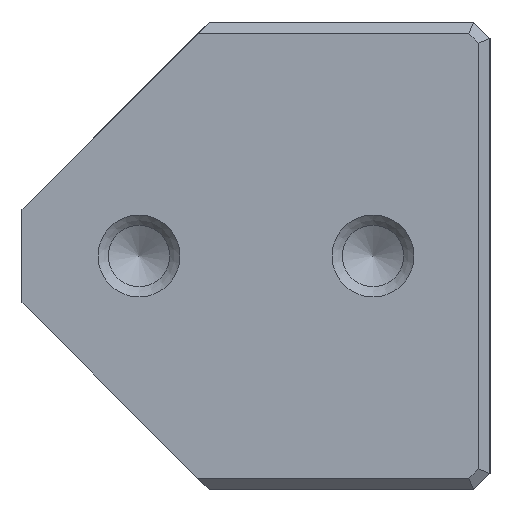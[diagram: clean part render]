
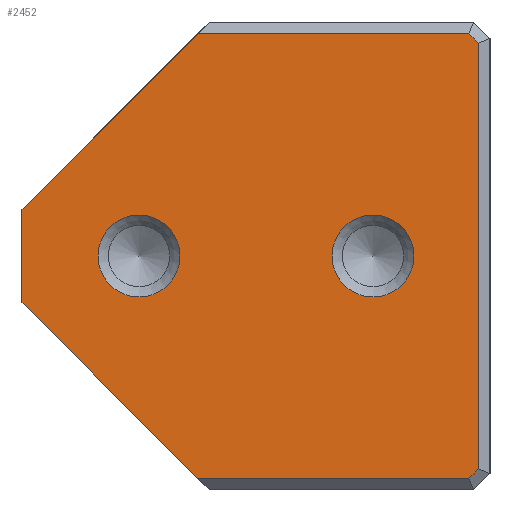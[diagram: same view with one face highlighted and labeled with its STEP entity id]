
A CAD part, left-side view. The second image highlights one B-rep face of the part: STEP entity #2452.
In plain terms, the highlighted planar face has unit normal (-1, 0, 0).
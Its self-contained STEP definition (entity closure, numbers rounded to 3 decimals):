
#2452=ADVANCED_FACE('',(#3326,#3327,#3328),#2818,.T.);
#2818=PLANE('',#8476);
#3053=CIRCLE('',#8474,3.5);
#3054=CIRCLE('',#8475,3.5);
#3326=FACE_BOUND('',#3507,.T.);
#3327=FACE_BOUND('',#3508,.T.);
#3328=FACE_BOUND('',#3509,.T.);
#3507=EDGE_LOOP('',(#4188));
#3508=EDGE_LOOP('',(#4189));
#3509=EDGE_LOOP('',(#4190,#4191,#4192,#4193,#4194,#4195,#4196,#4197));
#4188=ORIENTED_EDGE('',*,*,#6558,.T.);
#4189=ORIENTED_EDGE('',*,*,#6559,.T.);
#4190=ORIENTED_EDGE('',*,*,#6560,.T.);
#4191=ORIENTED_EDGE('',*,*,#6561,.T.);
#4192=ORIENTED_EDGE('',*,*,#6562,.T.);
#4193=ORIENTED_EDGE('',*,*,#6563,.T.);
#4194=ORIENTED_EDGE('',*,*,#6564,.T.);
#4195=ORIENTED_EDGE('',*,*,#6565,.T.);
#4196=ORIENTED_EDGE('',*,*,#6566,.T.);
#4197=ORIENTED_EDGE('',*,*,#6567,.F.);
#5948=VERTEX_POINT('',#10853);
#5949=VERTEX_POINT('',#10855);
#5950=VERTEX_POINT('',#10857);
#5951=VERTEX_POINT('',#10858);
#5952=VERTEX_POINT('',#10860);
#5953=VERTEX_POINT('',#10862);
#5954=VERTEX_POINT('',#10864);
#5955=VERTEX_POINT('',#10866);
#5956=VERTEX_POINT('',#10868);
#5957=VERTEX_POINT('',#10870);
#6558=EDGE_CURVE('',#5948,#5948,#3053,.T.);
#6559=EDGE_CURVE('',#5949,#5949,#3054,.T.);
#6560=EDGE_CURVE('',#5950,#5951,#7353,.T.);
#6561=EDGE_CURVE('',#5951,#5952,#7354,.T.);
#6562=EDGE_CURVE('',#5952,#5953,#7355,.T.);
#6563=EDGE_CURVE('',#5953,#5954,#7356,.T.);
#6564=EDGE_CURVE('',#5954,#5955,#7357,.T.);
#6565=EDGE_CURVE('',#5955,#5956,#7358,.T.);
#6566=EDGE_CURVE('',#5956,#5957,#7359,.T.);
#6567=EDGE_CURVE('',#5950,#5957,#7360,.T.);
#7353=LINE('',#10856,#7987);
#7354=LINE('',#10859,#7988);
#7355=LINE('',#10861,#7989);
#7356=LINE('',#10863,#7990);
#7357=LINE('',#10865,#7991);
#7358=LINE('',#10867,#7992);
#7359=LINE('',#10869,#7993);
#7360=LINE('',#10871,#7994);
#7987=VECTOR('',#8992,1.);
#7988=VECTOR('',#8993,1.);
#7989=VECTOR('',#8994,1.);
#7990=VECTOR('',#8995,1.);
#7991=VECTOR('',#8996,1.);
#7992=VECTOR('',#8997,1.);
#7993=VECTOR('',#8998,1.);
#7994=VECTOR('',#8999,1.);
#8474=AXIS2_PLACEMENT_3D('',#10852,#8988,#8989);
#8475=AXIS2_PLACEMENT_3D('',#10854,#8990,#8991);
#8476=AXIS2_PLACEMENT_3D('',#10872,#9000,#9001);
#8988=DIRECTION('',(1.,0.,0.));
#8989=DIRECTION('',(0.,0.,1.));
#8990=DIRECTION('',(1.,0.,0.));
#8991=DIRECTION('',(0.,0.,1.));
#8992=DIRECTION('',(0.,-0.707,-0.707));
#8993=DIRECTION('',(0.,-1.,0.));
#8994=DIRECTION('',(0.,-0.707,0.707));
#8995=DIRECTION('',(0.,0.,1.));
#8996=DIRECTION('',(0.,0.707,0.707));
#8997=DIRECTION('',(0.,1.,0.));
#8998=DIRECTION('',(0.,0.707,-0.707));
#8999=DIRECTION('',(0.,0.,1.));
#9000=DIRECTION('',(-1.,0.,0.));
#9001=DIRECTION('',(0.,0.,-1.));
#10852=CARTESIAN_POINT('',(0.,30.,20.));
#10853=CARTESIAN_POINT('',(0.,30.,23.5));
#10854=CARTESIAN_POINT('',(0.,10.,20.));
#10855=CARTESIAN_POINT('',(0.,10.,23.5));
#10856=CARTESIAN_POINT('',(0.,22.,-2.));
#10857=CARTESIAN_POINT('',(0.,40.,16.));
#10858=CARTESIAN_POINT('',(0.,25.,1.));
#10859=CARTESIAN_POINT('',(0.,20.,1.));
#10860=CARTESIAN_POINT('',(0.,1.814,1.));
#10861=CARTESIAN_POINT('',(0.,11.407,-8.593));
#10862=CARTESIAN_POINT('',(0.,1.,1.814));
#10863=CARTESIAN_POINT('',(0.,1.,0.));
#10864=CARTESIAN_POINT('',(0.,1.,38.186));
#10865=CARTESIAN_POINT('',(0.,-8.593,28.593));
#10866=CARTESIAN_POINT('',(0.,1.814,39.));
#10867=CARTESIAN_POINT('',(0.,20.,39.));
#10868=CARTESIAN_POINT('',(0.,25.,39.));
#10869=CARTESIAN_POINT('',(0.,42.,22.));
#10870=CARTESIAN_POINT('',(0.,40.,24.));
#10871=CARTESIAN_POINT('',(0.,40.,0.));
#10872=CARTESIAN_POINT('',(0.,20.,0.));
